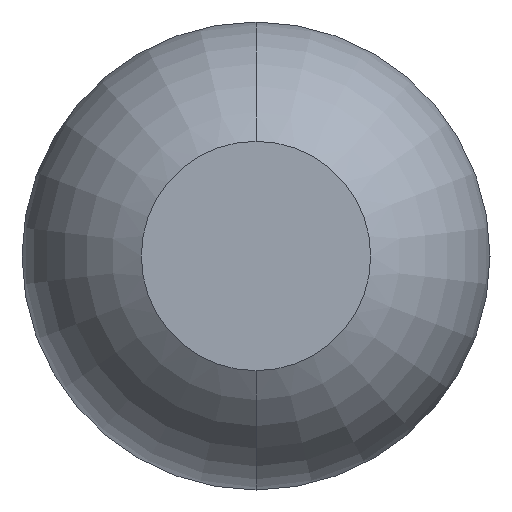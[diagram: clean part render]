
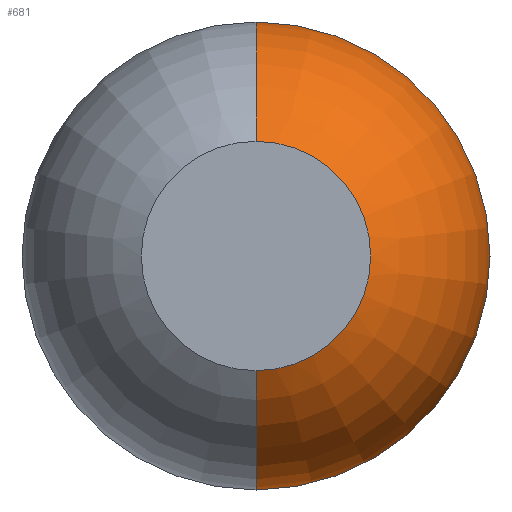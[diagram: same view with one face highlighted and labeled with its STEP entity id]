
A CAD part, front view. The second image highlights one B-rep face of the part: STEP entity #681.
In plain terms, the highlighted toroidal (fillet/blend) face has major radius 0.01 mm and minor radius 0.5 mm.
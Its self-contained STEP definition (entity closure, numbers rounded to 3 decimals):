
#148 = VERTEX_POINT ( 'NONE', #1784 ) ;
#158 = DIRECTION ( 'NONE',  ( 0., 1., 0. ) ) ;
#189 = ORIENTED_EDGE ( 'NONE', *, *, #3515, .F. ) ;
#534 = CIRCLE ( 'NONE', #2936, 0.5 ) ;
#678 = EDGE_CURVE ( 'Defeature ausgef�hrt1_0+Defeature ausgef�hrt1_6+Defeature ausgef�hrt1_6+Defeature ausgef�hrt1_6', #1339, #148, #1106, .T. ) ;
#681 = ADVANCED_FACE ( 'Defeature ausgef�hrt1_0', ( #1940 ), #2207, .T. ) ;
#1093 = CARTESIAN_POINT ( 'NONE',  ( 0., -24.961, 0. ) ) ;
#1106 = CIRCLE ( 'NONE', #3784, 0.51 ) ;
#1113 = DIRECTION ( 'NONE',  ( 0., 0., -1. ) ) ;
#1137 = CARTESIAN_POINT ( 'NONE',  ( 0., -25.4, -0.25 ) ) ;
#1183 = VERTEX_POINT ( 'NONE', #3095 ) ;
#1212 = DIRECTION ( 'NONE',  ( -1., 0., 0. ) ) ;
#1339 = VERTEX_POINT ( 'NONE', #2323 ) ;
#1403 = CIRCLE ( 'NONE', #2889, 0.5 ) ;
#1512 = DIRECTION ( 'NONE',  ( 0., 0., 1. ) ) ;
#1660 = DIRECTION ( 'NONE',  ( 0., -1., 0. ) ) ;
#1663 = VERTEX_POINT ( 'NONE', #1137 ) ;
#1784 = CARTESIAN_POINT ( 'NONE',  ( 0., -24.961, 0.51 ) ) ;
#1810 = ORIENTED_EDGE ( 'NONE', *, *, #2973, .T. ) ;
#1923 = DIRECTION ( 'NONE',  ( 0., 0., 1. ) ) ;
#1940 = FACE_OUTER_BOUND ( 'NONE', #3204, .T. ) ;
#2082 = ORIENTED_EDGE ( 'NONE', *, *, #678, .T. ) ;
#2207 = TOROIDAL_SURFACE ( 'NONE', #3523, 0.01, 0.5 ) ;
#2323 = CARTESIAN_POINT ( 'NONE',  ( 0., -24.961, -0.51 ) ) ;
#2555 = ORIENTED_EDGE ( 'NONE', *, *, #3363, .T. ) ;
#2559 = CARTESIAN_POINT ( 'NONE',  ( 0., -24.961, 0.01 ) ) ;
#2819 = DIRECTION ( 'NONE',  ( 0., -1., 0. ) ) ;
#2836 = AXIS2_PLACEMENT_3D ( 'NONE', #3398, #158, #1923 ) ;
#2845 = CARTESIAN_POINT ( 'NONE',  ( 0., -24.961, 0. ) ) ;
#2868 = DIRECTION ( 'NONE',  ( 1., 0., 0. ) ) ;
#2889 = AXIS2_PLACEMENT_3D ( 'NONE', #2559, #2868, #1113 ) ;
#2936 = AXIS2_PLACEMENT_3D ( 'NONE', #2970, #1212, #1512 ) ;
#2970 = CARTESIAN_POINT ( 'NONE',  ( 0., -24.961, -0.01 ) ) ;
#2973 = EDGE_CURVE ( 'Defeature ausgef�hrt1_0+Defeature ausgef�hrt1_12+Defeature ausgef�hrt1_12+Defeature ausgef�hrt1_12', #1183, #1663, #3544, .T. ) ;
#3095 = CARTESIAN_POINT ( 'NONE',  ( 0., -25.4, 0.25 ) ) ;
#3204 = EDGE_LOOP ( 'NONE', ( #2082, #2555, #1810, #189 ) ) ;
#3363 = EDGE_CURVE ( 'NONE', #148, #1183, #1403, .T. ) ;
#3398 = CARTESIAN_POINT ( 'NONE',  ( 0., -25.4, 0. ) ) ;
#3515 = EDGE_CURVE ( 'NONE', #1339, #1663, #534, .T. ) ;
#3523 = AXIS2_PLACEMENT_3D ( 'NONE', #1093, #1660, #3718 ) ;
#3544 = CIRCLE ( 'NONE', #2836, 0.25 ) ;
#3718 = DIRECTION ( 'NONE',  ( 0., 0., -1. ) ) ;
#3746 = DIRECTION ( 'NONE',  ( 0., 0., -1. ) ) ;
#3784 = AXIS2_PLACEMENT_3D ( 'NONE', #2845, #2819, #3746 ) ;
